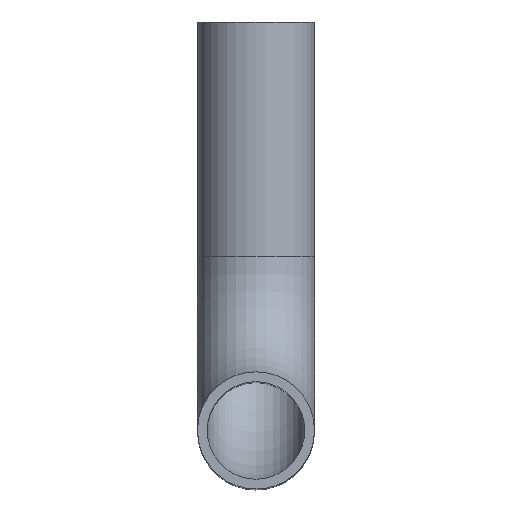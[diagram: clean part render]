
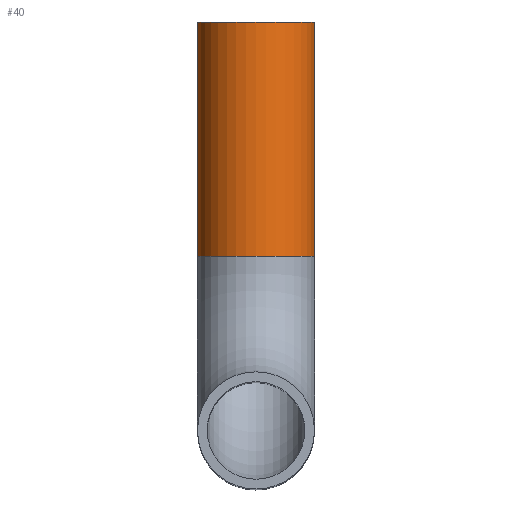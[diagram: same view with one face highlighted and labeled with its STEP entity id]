
A CAD part, top view. The second image highlights one B-rep face of the part: STEP entity #40.
In plain terms, the highlighted cylindrical face has radius 9 mm (diameter 18 mm), a full revolution.
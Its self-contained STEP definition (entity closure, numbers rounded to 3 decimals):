
#40 = ADVANCED_FACE( '', ( #81, #82 ), #83, .T. );
#81 = FACE_OUTER_BOUND( '', #120, .T. );
#82 = FACE_OUTER_BOUND( '', #121, .T. );
#83 = CYLINDRICAL_SURFACE( '', #122, 9. );
#120 = EDGE_LOOP( '', ( #161 ) );
#121 = EDGE_LOOP( '', ( #162 ) );
#122 = AXIS2_PLACEMENT_3D( '', #163, #164, #165 );
#161 = ORIENTED_EDGE( '', *, *, #195, .T. );
#162 = ORIENTED_EDGE( '', *, *, #196, .F. );
#163 = CARTESIAN_POINT( '', ( 0., 67., -21.626 ) );
#164 = DIRECTION( '', ( 0., 1., 0. ) );
#165 = DIRECTION( '', ( 1., 0., 0. ) );
#195 = EDGE_CURVE( '', #217, #217, #218, .T. );
#196 = EDGE_CURVE( '', #219, #219, #220, .T. );
#217 = VERTEX_POINT( '', #241 );
#218 = CIRCLE( '', #242, 9. );
#219 = VERTEX_POINT( '', #243 );
#220 = CIRCLE( '', #244, 9. );
#241 = CARTESIAN_POINT( '', ( 9., 63., -21.626 ) );
#242 = AXIS2_PLACEMENT_3D( '', #266, #267, #268 );
#243 = CARTESIAN_POINT( '', ( 9., 27., -21.626 ) );
#244 = AXIS2_PLACEMENT_3D( '', #269, #270, #271 );
#266 = CARTESIAN_POINT( '', ( 0., 63., -21.626 ) );
#267 = DIRECTION( '', ( 0., -1., 0. ) );
#268 = DIRECTION( '', ( 1., 0., 0. ) );
#269 = CARTESIAN_POINT( '', ( 0., 27., -21.626 ) );
#270 = DIRECTION( '', ( 0., -1., 0. ) );
#271 = DIRECTION( '', ( 1., 0., 0. ) );
